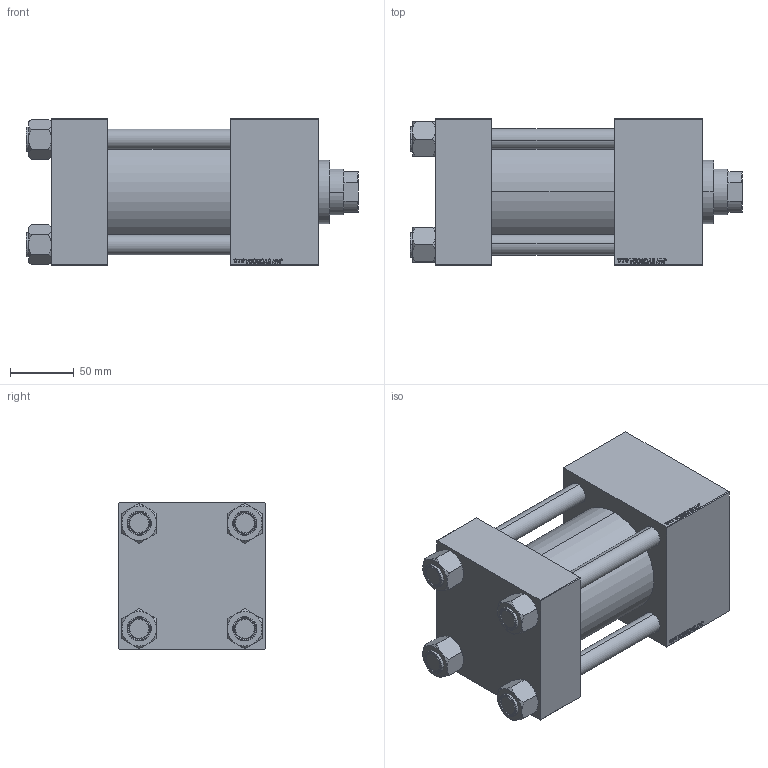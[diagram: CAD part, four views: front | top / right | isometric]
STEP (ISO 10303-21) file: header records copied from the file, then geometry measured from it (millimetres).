
FILE_DESCRIPTION (( 'STEP AP203' ), '1' );
FILE_NAME ('62b2.STEP', '2023-08-23T06:48:02', ( '' ), ( '' ), 'SwSTEP 2.0', 'SolidWorks 2019', '' );
FILE_SCHEMA (( 'CONFIG_CONTROL_DESIGN' ));
Length unit declared in the file: millimetre
Products named in the file (8): DFA 722c9f3f6add516bcd60936ade205b0e; V215_VC_A 722c9f3f6add516bcd60936ade205b0e; FEMALE_PART_FOR_DFA 722c9f3f6add516bcd60936ade205b0e; 62b2; V215CR_VCP_C 722c9f3f6add516bcd60936ade205b0e; V215CR_C_Body 722c9f3f6add516bcd60936ade205b0e; NUT_M5_C 722c9f3f6add516bcd60936ade205b0e; V215CR_C_TYCINKA 722c9f3f6add516bcd60936ade205b0e
Assembly tree (13 placements, depth 3):
  62b2
    V215CR_C_Body 722c9f3f6add516bcd60936ade205b0e
    V215CR_VCP_C 722c9f3f6add516bcd60936ade205b0e
    NUT_M5_C 722c9f3f6add516bcd60936ade205b0e  x4
    V215CR_C_TYCINKA 722c9f3f6add516bcd60936ade205b0e  x4
    V215_VC_A 722c9f3f6add516bcd60936ade205b0e
    DFA 722c9f3f6add516bcd60936ade205b0e
      FEMALE_PART_FOR_DFA 722c9f3f6add516bcd60936ade205b0e
Bounding box: 260 x 115 x 115 mm (x, y, z)
Volume: 1914359.8 mm3; surface area: 305834.4 mm2
Topology: 12 solids, 12 shells, 1230 faces, 3100 edges, 2013 vertices
Faces by surface type: plane 586, bspline 392, cone 148, cylinder 96, torus 8
Entity records: 51816 total; most frequent: CARTESIAN_POINT 27389, ORIENTED_EDGE 5464, DIRECTION 3552, EDGE_CURVE 2732, VERTEX_POINT 1791, VECTOR 1652, LINE 1652, EDGE_LOOP 1205
